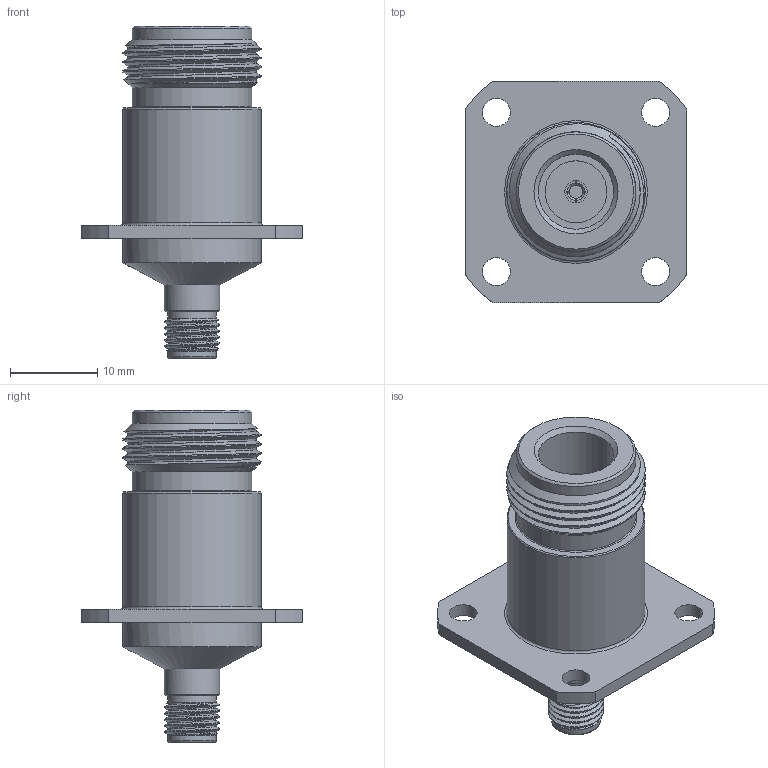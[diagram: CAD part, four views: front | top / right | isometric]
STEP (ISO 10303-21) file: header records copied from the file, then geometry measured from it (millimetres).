
FILE_DESCRIPTION (( 'STEP AP203' ), '1' );
FILE_NAME ('SM4210_3D.step', '2021-08-06T17:05:17', ( '' ), ( '' ), 'SwSTEP 2.0', 'SolidWorks 2021', '' );
FILE_SCHEMA (( 'CONFIG_CONTROL_DESIGN' ));
Length unit declared in the file: inch
Products named in the file (1): SM4210_3D
Bounding box: 25.4 x 25.4 x 38.1 mm (x, y, z)
Volume: 5554.4 mm3; surface area: 3409.8 mm2
Topology: 1 solids, 1 shells, 95 faces, 234 edges, 152 vertices
Faces by surface type: plane 37, cylinder 32, cone 16, bspline 7, torus 3
Full cylindrical faces by diameter (mm): 0.94 x1, 1.194 x1, 1.524 x1, 2.54 x1, 3.2 x4, 4.572 x1, 5.582 x2, 6.35 x1, 7.112 x1, 8.636 x1, 13.716 x2, 15.875 x2
Entity records: 5821 total; most frequent: CARTESIAN_POINT 3797, ORIENTED_EDGE 386, DIRECTION 374, EDGE_CURVE 193, AXIS2_PLACEMENT_3D 161, EDGE_LOOP 142, VERTEX_POINT 141, FACE_OUTER_BOUND 116
